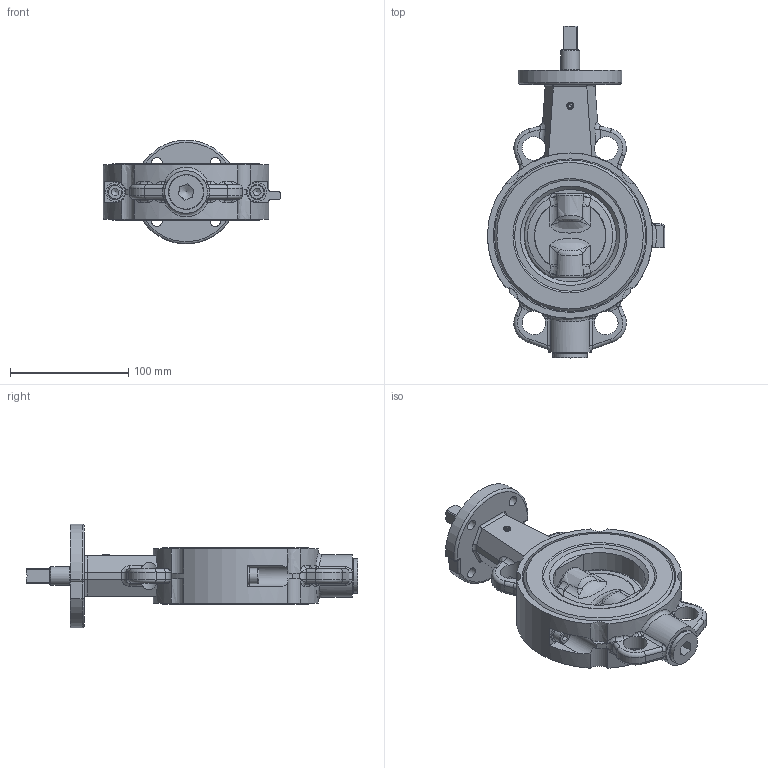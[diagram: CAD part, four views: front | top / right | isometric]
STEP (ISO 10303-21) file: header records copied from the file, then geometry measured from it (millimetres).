
FILE_DESCRIPTION((''),'2;1');
FILE_NAME('Z011 K1 GMX DN080.stp','2008-03-13T08:48:09',('hellwig'),(''),'Autodesk Inventor 11','Autodesk Inventor 11','');
FILE_SCHEMA(('AUTOMOTIVE_DESIGN { 1 0 10303 214 1 1 1 1 }'));
Length unit declared in the file: millimetre
Products named in the file (1): Bauteil1
Bounding box: 150 x 281 x 87.67 mm (x, y, z)
Volume: 733690.5 mm3; surface area: 133742.2 mm2
Topology: 1 solids, 15 shells, 560 faces, 1353 edges, 815 vertices
Faces by surface type: bspline 155, cylinder 153, plane 152, cone 51, torus 47, sphere 2
Full cylindrical faces by diameter (mm): 4 x1, 6 x1, 6.647 x2, 8 x2, 8.4 x2, 8.5 x1, 12.3 x1, 12.5 x1, 12.8 x3, 13 x3, 15.2 x1, 16 x9, 16.2 x4, 16.3 x1, 16.35 x5, 20 x4, 20.95 x3, 21 x1, 25.3 x1, 29 x1, 29.5 x1, 29.9 x1, 30 x2, 94 x2, 128 x1, 130 x1
Entity records: 26533 total; most frequent: CARTESIAN_POINT 15042, ORIENTED_EDGE 2296, DIRECTION 2264, EDGE_CURVE 1148, AXIS2_PLACEMENT_3D 968, VERTEX_POINT 766, EDGE_LOOP 754, FACE_OUTER_BOUND 560
